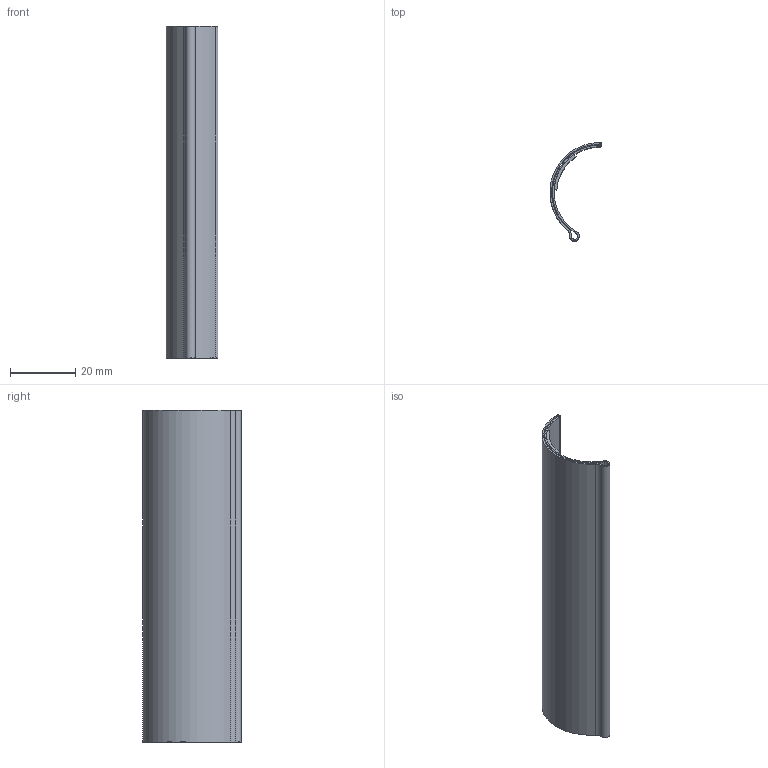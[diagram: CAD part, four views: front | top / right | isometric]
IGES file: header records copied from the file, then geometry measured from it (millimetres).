
Global section: file name: 700030; native system: Autodesk Inventor 2021; preprocessor: unknown; author: Spacek; date: 20201211.141159; units: millimetre
Bounding box: 15.97 x 30.22 x 102 mm (x, y, z)
Volume: 5352.8 mm3; surface area: 19789.6 mm2
Topology: 2 solids, 2 shells, 22 faces, 54 edges, 36 vertices
Faces by surface type: bspline 22
